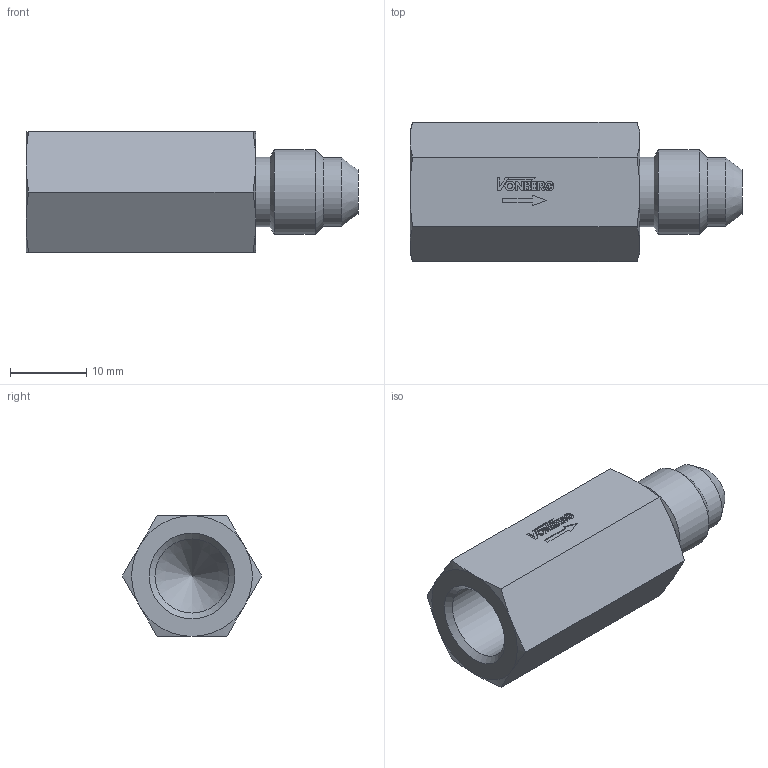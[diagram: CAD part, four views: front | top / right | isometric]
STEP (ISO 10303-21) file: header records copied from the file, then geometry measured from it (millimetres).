
FILE_DESCRIPTION((''),'2;1');
FILE_NAME('1904FF.stp','2015-01-02T10:15:16',('jml'),(''),'Autodesk Inventor 2010','Autodesk Inventor 2010','');
FILE_SCHEMA(('AUTOMOTIVE_DESIGN { 1 0 10303 214 1 1 1 1 }'));
Length unit declared in the file: inch
Products named in the file (1): 1904FF
Bounding box: 43.63 x 18.33 x 15.88 mm (x, y, z)
Volume: 6367.5 mm3; surface area: 3094.2 mm2
Topology: 1 solids, 1 shells, 129 faces, 323 edges, 209 vertices
Faces by surface type: plane 91, cylinder 20, cone 18
Full cylindrical faces by diameter (mm): 0.696 x1, 5.791 x1, 8.992 x1, 9.169 x1, 9.728 x1, 11.1 x1
Entity records: 3814 total; most frequent: CARTESIAN_POINT 690, ORIENTED_EDGE 614, DIRECTION 596, EDGE_CURVE 307, VECTOR 230, LINE 230, VERTEX_POINT 205, AXIS2_PLACEMENT_3D 183
